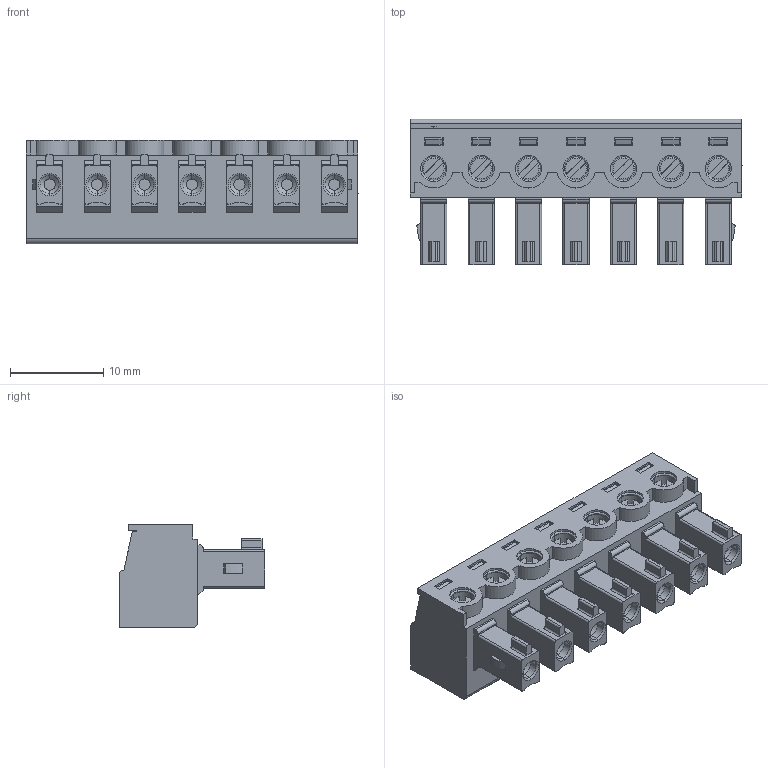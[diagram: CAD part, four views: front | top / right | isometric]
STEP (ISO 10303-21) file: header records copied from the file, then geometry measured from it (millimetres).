
FILE_DESCRIPTION (( 'STEP AP214' ), '1' );
FILE_NAME ('15EDGK-5.08-07P-14-00AH.STEP', '2021-02-04T22:56:35', ( '' ), ( '' ), 'SwSTEP 2.0', 'SolidWorks 2020', '' );
FILE_SCHEMA (( 'AUTOMOTIVE_DESIGN' ));
Length unit declared in the file: millimetre
Products named in the file (1): 15EDGK-5.08-07P-14-00AH
Bounding box: 35.56 x 15.6 x 11.1 mm (x, y, z)
Volume: 3168 mm3; surface area: 3401 mm2
Topology: 1 solids, 1 shells, 994 faces, 2575 edges, 1691 vertices
Faces by surface type: plane 600, cylinder 167, bspline 136, torus 63, cone 28
Entity records: 41908 total; most frequent: CARTESIAN_POINT 13421, ORIENTED_EDGE 5150, DIRECTION 4425, EDGE_CURVE 2575, VECTOR 1731, LINE 1731, VERTEX_POINT 1691, AXIS2_PLACEMENT_3D 1347
